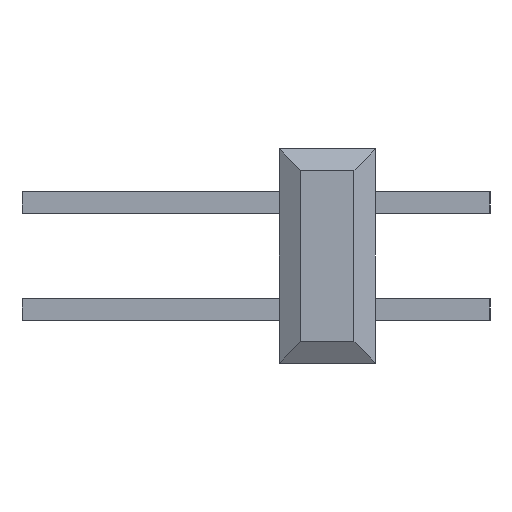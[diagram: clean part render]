
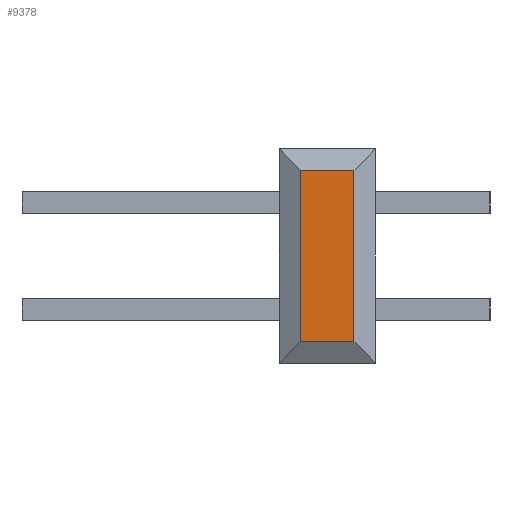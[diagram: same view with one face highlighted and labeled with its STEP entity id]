
A CAD part, left-side view. The second image highlights one B-rep face of the part: STEP entity #9378.
In plain terms, the highlighted planar face has unit normal (-1, 0, 0).
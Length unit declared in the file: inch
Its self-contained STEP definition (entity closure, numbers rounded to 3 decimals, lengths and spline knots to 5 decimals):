
#3133=DIRECTION('',(0.,1.,0.));
#3134=VECTOR('',#3133,0.05);
#3135=CARTESIAN_POINT('',(-0.55,-0.025,0.08));
#3136=LINE('',#3135,#3134);
#3137=DIRECTION('',(0.,0.,1.));
#3138=VECTOR('',#3137,0.16);
#3139=CARTESIAN_POINT('',(-0.55,0.025,-0.08));
#3140=LINE('',#3139,#3138);
#3141=DIRECTION('',(0.,0.,-1.));
#3142=VECTOR('',#3141,0.16);
#3143=CARTESIAN_POINT('',(-0.55,-0.025,0.08));
#3144=LINE('',#3143,#3142);
#3145=DIRECTION('',(0.,1.,0.));
#3146=VECTOR('',#3145,0.05);
#3147=CARTESIAN_POINT('',(-0.55,-0.025,-0.08));
#3148=LINE('',#3147,#3146);
#4146=CARTESIAN_POINT('',(-0.55,0.025,0.08));
#4148=VERTEX_POINT('',#4146);
#4149=CARTESIAN_POINT('',(-0.55,0.025,-0.08));
#4150=VERTEX_POINT('',#4149);
#4154=CARTESIAN_POINT('',(-0.55,-0.025,-0.08));
#4156=VERTEX_POINT('',#4154);
#4157=CARTESIAN_POINT('',(-0.55,-0.025,0.08));
#4158=VERTEX_POINT('',#4157);
#9365=CARTESIAN_POINT('',(-0.55,-0.045,-0.08));
#9366=DIRECTION('',(-1.,0.,0.));
#9367=DIRECTION('',(0.,0.,1.));
#9368=AXIS2_PLACEMENT_3D('',#9365,#9366,#9367);
#9369=PLANE('',#9368);
#9370=ORIENTED_EDGE('',*,*,#9357,.T.);
#9371=ORIENTED_EDGE('',*,*,#9346,.F.);
#9373=ORIENTED_EDGE('',*,*,#9372,.T.);
#9375=ORIENTED_EDGE('',*,*,#9374,.T.);
#9376=EDGE_LOOP('',(#9370,#9371,#9373,#9375));
#9377=FACE_OUTER_BOUND('',#9376,.F.);
#9378=ADVANCED_FACE('',(#9377),#9369,.T.);
#9346=EDGE_CURVE('',#4158,#4148,#3136,.T.);
#9357=EDGE_CURVE('',#4150,#4148,#3140,.T.);
#9372=EDGE_CURVE('',#4158,#4156,#3144,.T.);
#9374=EDGE_CURVE('',#4156,#4150,#3148,.T.);
